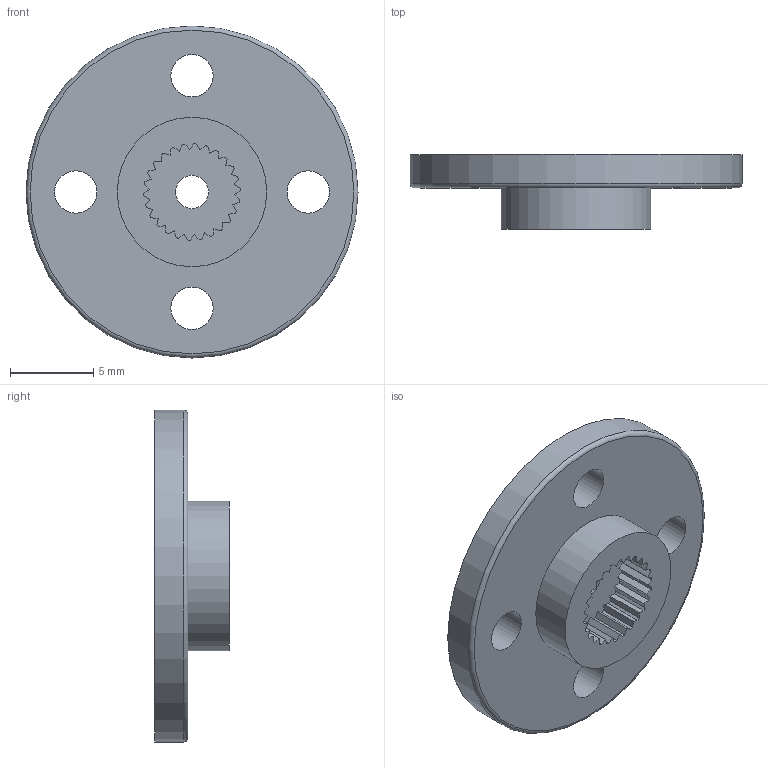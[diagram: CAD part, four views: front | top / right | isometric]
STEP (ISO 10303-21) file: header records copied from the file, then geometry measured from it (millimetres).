
FILE_DESCRIPTION(/* description */ (''),/* implementation_level */ '2;1');
FILE_NAME(/* name */ 'horn1_ipt_be30e110.STEP',/* time_stamp */ '2021-11-27T22:58:40+02:00',/* author */ ('Hesha'),/* organization */ (''),/* preprocessor_version */ 'ST-DEVELOPER v18',/* originating_system */ 'Autodesk Inventor 2020',/* authorisation */ '');
FILE_SCHEMA (('AUTOMOTIVE_DESIGN { 1 0 10303 214 3 1 1 }'));
Length unit declared in the file: millimetre
Products named in the file (1): horn1
Bounding box: 20 x 4.5 x 20 mm (x, y, z)
Volume: 679 mm3; surface area: 911.9 mm2
Topology: 1 solids, 1 shells, 90 faces, 266 edges, 180 vertices
Faces by surface type: plane 56, cylinder 33, torus 1
Full cylindrical faces by diameter (mm): 2 x1, 2.55 x4, 9 x1, 20 x1
Entity records: 3105 total; most frequent: CARTESIAN_POINT 537, ORIENTED_EDGE 532, DIRECTION 525, EDGE_CURVE 266, LINE 189, VECTOR 189, VERTEX_POINT 180, AXIS2_PLACEMENT_3D 168
